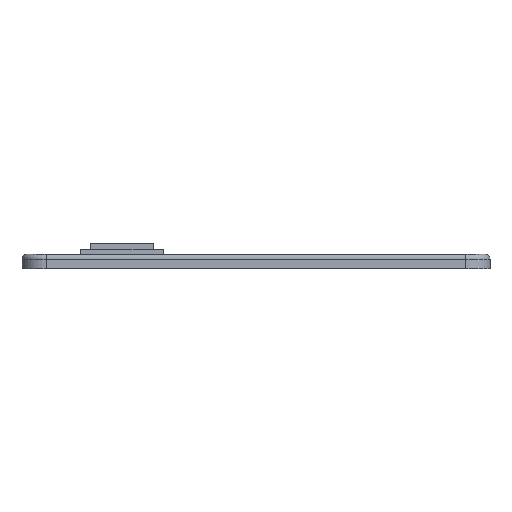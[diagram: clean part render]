
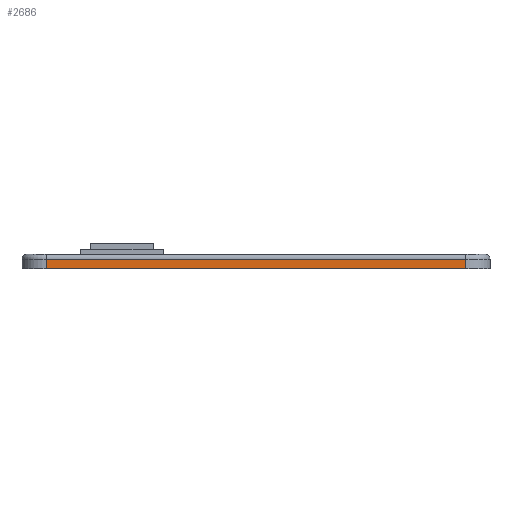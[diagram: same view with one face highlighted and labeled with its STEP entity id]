
A CAD part, left-side view. The second image highlights one B-rep face of the part: STEP entity #2686.
In plain terms, the highlighted planar face has unit normal (-1, 0, 0).
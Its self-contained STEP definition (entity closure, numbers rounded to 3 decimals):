
#103=PLANE('',#2921);
#185=FACE_OUTER_BOUND('',#363,.T.);
#363=EDGE_LOOP('',(#1981,#1982,#1983,#1984));
#534=LINE('',#3945,#783);
#588=LINE('',#4198,#837);
#589=LINE('',#4201,#838);
#590=LINE('',#4202,#839);
#783=VECTOR('',#3132,10.);
#837=VECTOR('',#3354,10.);
#838=VECTOR('',#3357,10.);
#839=VECTOR('',#3358,10.);
#1177=VERTEX_POINT('',#3937);
#1179=VERTEX_POINT('',#3943);
#1294=VERTEX_POINT('',#4196);
#1295=VERTEX_POINT('',#4200);
#1438=EDGE_CURVE('',#1179,#1177,#534,.T.);
#1565=EDGE_CURVE('',#1294,#1179,#588,.T.);
#1566=EDGE_CURVE('',#1294,#1295,#589,.T.);
#1567=EDGE_CURVE('',#1177,#1295,#590,.T.);
#1981=ORIENTED_EDGE('',*,*,#1438,.F.);
#1982=ORIENTED_EDGE('',*,*,#1565,.F.);
#1983=ORIENTED_EDGE('',*,*,#1566,.T.);
#1984=ORIENTED_EDGE('',*,*,#1567,.F.);
#2686=ADVANCED_FACE('',(#185),#103,.T.);
#2921=AXIS2_PLACEMENT_3D('',#4199,#3355,#3356);
#3132=DIRECTION('',(0.,-1.,0.));
#3354=DIRECTION('',(0.,0.,1.));
#3355=DIRECTION('center_axis',(-1.,0.,0.));
#3356=DIRECTION('ref_axis',(0.,-1.,0.));
#3357=DIRECTION('',(0.,-1.,0.));
#3358=DIRECTION('',(0.,0.,-1.));
#3937=CARTESIAN_POINT('',(-5.347,-3.699,2.));
#3943=CARTESIAN_POINT('',(-5.347,83.301,2.));
#3945=CARTESIAN_POINT('',(-5.347,64.051,2.));
#4196=CARTESIAN_POINT('',(-5.347,83.301,0.));
#4198=CARTESIAN_POINT('',(-5.347,83.301,0.));
#4199=CARTESIAN_POINT('Origin',(-5.347,88.301,0.));
#4200=CARTESIAN_POINT('',(-5.347,-3.699,0.));
#4201=CARTESIAN_POINT('',(-5.347,88.301,0.));
#4202=CARTESIAN_POINT('',(-5.347,-3.699,0.));
